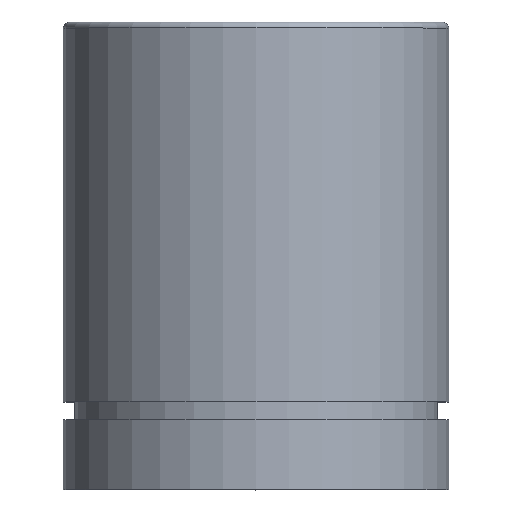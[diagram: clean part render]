
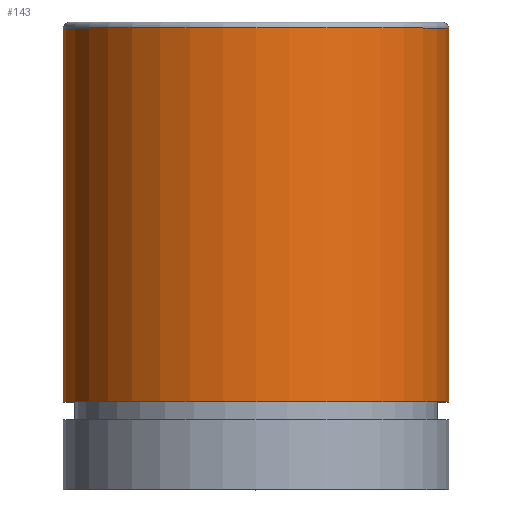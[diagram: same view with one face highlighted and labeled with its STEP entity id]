
A CAD part, top view. The second image highlights one B-rep face of the part: STEP entity #143.
In plain terms, the highlighted cylindrical face has radius 33 mm (diameter 66 mm), a full revolution.
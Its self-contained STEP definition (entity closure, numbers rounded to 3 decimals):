
#15=LINE('',#258,#19);
#19=VECTOR('',#209,33.);
#23=CYLINDRICAL_SURFACE('',#172,33.);
#37=FACE_OUTER_BOUND('',#48,.T.);
#48=EDGE_LOOP('',(#110,#111,#112,#113,#114));
#59=CIRCLE('',#166,33.);
#62=CIRCLE('',#169,33.);
#64=CIRCLE('',#173,33.);
#73=VERTEX_POINT('',#245);
#74=VERTEX_POINT('',#246);
#77=VERTEX_POINT('',#256);
#85=EDGE_CURVE('',#73,#74,#59,.T.);
#88=EDGE_CURVE('',#74,#73,#62,.T.);
#90=EDGE_CURVE('',#77,#77,#64,.T.);
#91=EDGE_CURVE('',#77,#73,#15,.T.);
#110=ORIENTED_EDGE('',*,*,#90,.T.);
#111=ORIENTED_EDGE('',*,*,#91,.T.);
#112=ORIENTED_EDGE('',*,*,#88,.F.);
#113=ORIENTED_EDGE('',*,*,#85,.F.);
#114=ORIENTED_EDGE('',*,*,#91,.F.);
#143=ADVANCED_FACE('',(#37),#23,.T.);
#166=AXIS2_PLACEMENT_3D('',#247,#193,#194);
#169=AXIS2_PLACEMENT_3D('',#251,#199,#200);
#172=AXIS2_PLACEMENT_3D('',#255,#205,#206);
#173=AXIS2_PLACEMENT_3D('',#257,#207,#208);
#193=DIRECTION('center_axis',(0.,1.,0.));
#194=DIRECTION('ref_axis',(1.,0.,0.));
#199=DIRECTION('center_axis',(0.,1.,0.));
#200=DIRECTION('ref_axis',(1.,0.,0.));
#205=DIRECTION('center_axis',(0.,-1.,0.));
#206=DIRECTION('ref_axis',(1.,0.,0.));
#207=DIRECTION('center_axis',(0.,1.,0.));
#208=DIRECTION('ref_axis',(1.,0.,0.));
#209=DIRECTION('',(0.,1.,0.));
#245=CARTESIAN_POINT('',(-33.,-1.,95.));
#246=CARTESIAN_POINT('',(0.,-1.,128.));
#247=CARTESIAN_POINT('Origin',(0.,-1.,95.));
#251=CARTESIAN_POINT('Origin',(0.,-1.,95.));
#255=CARTESIAN_POINT('Origin',(0.,20.,95.));
#256=CARTESIAN_POINT('',(-33.,-65.,95.));
#257=CARTESIAN_POINT('Origin',(0.,-65.,95.));
#258=CARTESIAN_POINT('',(-33.,20.,95.));
